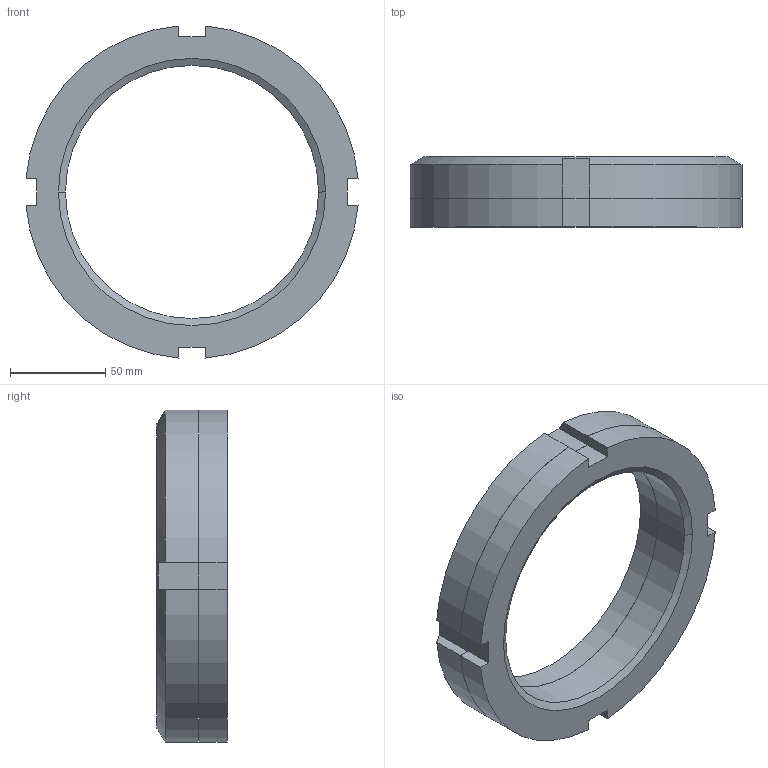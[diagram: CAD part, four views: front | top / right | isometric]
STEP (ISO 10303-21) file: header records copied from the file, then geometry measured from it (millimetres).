
FILE_DESCRIPTION((''),'2;1');
FILE_NAME('1RSTD1354____0','2019-10-29T15:26:33',('kim.bk'),(''),'CREO PARAMETRIC BY PTC INC, 2019010','CREO PARAMETRIC BY PTC INC, 2019010','');
FILE_SCHEMA(('CONFIG_CONTROL_DESIGN'));
Length unit declared in the file: millimetre
Products named in the file (1): 1RSTD1354____0
Bounding box: 174.44 x 37 x 174.44 mm (x, y, z)
Volume: 351448.1 mm3; surface area: 78826 mm2
Topology: 2 solids, 2 shells, 419 faces, 1184 edges, 788 vertices
Faces by surface type: plane 397, cylinder 12, cone 10
Entity records: 13372 total; most frequent: CARTESIAN_POINT 2443, ORIENTED_EDGE 2368, DIRECTION 2046, EDGE_CURVE 1184, VECTOR 1132, LINE 1132, VERTEX_POINT 788, AXIS2_PLACEMENT_3D 457
